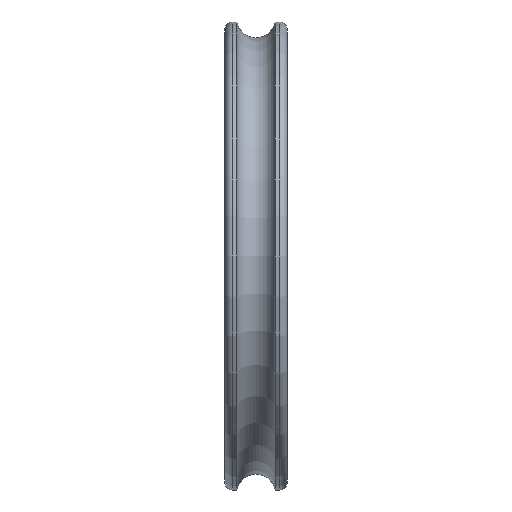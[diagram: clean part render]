
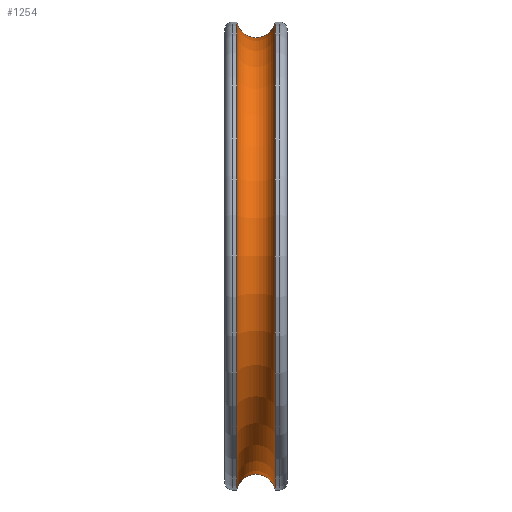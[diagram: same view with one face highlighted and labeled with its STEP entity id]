
A CAD part, front view. The second image highlights one B-rep face of the part: STEP entity #1254.
In plain terms, the highlighted toroidal (fillet/blend) face has major radius 30.5 mm and minor radius 2.5 mm.
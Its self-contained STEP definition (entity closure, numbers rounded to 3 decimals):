
#37=TOROIDAL_SURFACE('',#1402,30.5,2.5);
#137=FACE_OUTER_BOUND('',#206,.T.);
#206=EDGE_LOOP('',(#1131,#1132,#1133,#1134,#1135,#1136));
#462=CIRCLE('',#1366,30.);
#463=CIRCLE('',#1367,30.);
#487=CIRCLE('',#1403,30.);
#488=CIRCLE('',#1404,2.5);
#489=CIRCLE('',#1405,30.);
#597=VERTEX_POINT('',#2179);
#598=VERTEX_POINT('',#2180);
#614=VERTEX_POINT('',#2261);
#615=VERTEX_POINT('',#2262);
#762=EDGE_CURVE('',#597,#598,#462,.T.);
#764=EDGE_CURVE('',#598,#597,#463,.T.);
#797=EDGE_CURVE('',#614,#615,#487,.T.);
#798=EDGE_CURVE('',#614,#597,#488,.T.);
#799=EDGE_CURVE('',#615,#614,#489,.T.);
#1131=ORIENTED_EDGE('',*,*,#797,.F.);
#1132=ORIENTED_EDGE('',*,*,#798,.T.);
#1133=ORIENTED_EDGE('',*,*,#764,.F.);
#1134=ORIENTED_EDGE('',*,*,#762,.F.);
#1135=ORIENTED_EDGE('',*,*,#798,.F.);
#1136=ORIENTED_EDGE('',*,*,#799,.F.);
#1254=ADVANCED_FACE('',(#137),#37,.F.);
#1366=AXIS2_PLACEMENT_3D('',#2181,#1686,#1687);
#1367=AXIS2_PLACEMENT_3D('',#2183,#1689,#1690);
#1402=AXIS2_PLACEMENT_3D('',#2260,#1766,#1767);
#1403=AXIS2_PLACEMENT_3D('',#2263,#1768,#1769);
#1404=AXIS2_PLACEMENT_3D('',#2264,#1770,#1771);
#1405=AXIS2_PLACEMENT_3D('',#2265,#1772,#1773);
#1686=DIRECTION('center_axis',(-1.,0.,0.));
#1687=DIRECTION('ref_axis',(0.,1.,0.));
#1689=DIRECTION('center_axis',(-1.,0.,0.));
#1690=DIRECTION('ref_axis',(0.,1.,0.));
#1766=DIRECTION('center_axis',(1.,0.,0.));
#1767=DIRECTION('ref_axis',(0.,-0.866,0.5));
#1768=DIRECTION('center_axis',(1.,0.,0.));
#1769=DIRECTION('ref_axis',(0.,1.,0.));
#1770=DIRECTION('center_axis',(0.,-0.5,-0.866));
#1771=DIRECTION('ref_axis',(0.,0.866,-0.5));
#1772=DIRECTION('center_axis',(1.,0.,0.));
#1773=DIRECTION('ref_axis',(0.,1.,0.));
#2179=CARTESIAN_POINT('',(1.551,25.981,-15.));
#2180=CARTESIAN_POINT('',(1.551,15.,25.981));
#2181=CARTESIAN_POINT('Origin',(1.551,0.,
0.));
#2183=CARTESIAN_POINT('Origin',(1.551,0.,
0.));
#2260=CARTESIAN_POINT('Origin',(4.,0.,0.));
#2261=CARTESIAN_POINT('',(6.449,25.981,-15.));
#2262=CARTESIAN_POINT('',(6.449,15.,25.981));
#2263=CARTESIAN_POINT('Origin',(6.449,0.,
0.));
#2264=CARTESIAN_POINT('Origin',(4.,26.414,-15.25));
#2265=CARTESIAN_POINT('Origin',(6.449,0.,
0.));
